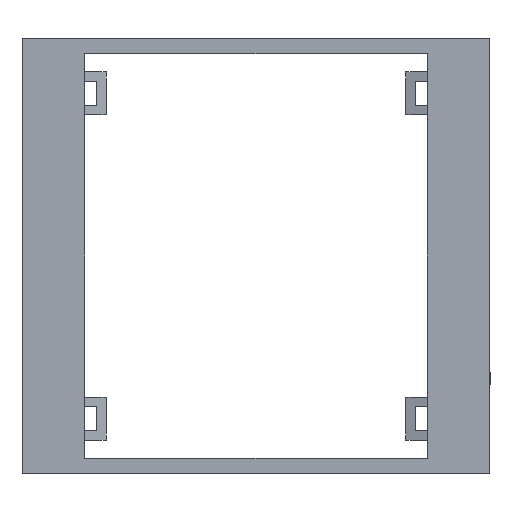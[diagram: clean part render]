
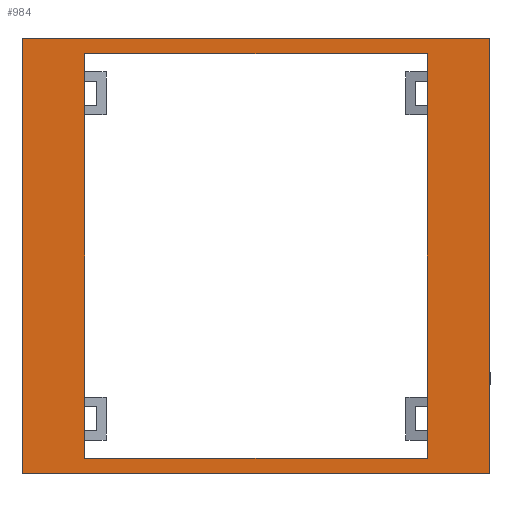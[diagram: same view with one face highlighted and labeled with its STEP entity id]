
A CAD part, front view. The second image highlights one B-rep face of the part: STEP entity #984.
In plain terms, the highlighted planar face has unit normal (0, -1, 0).
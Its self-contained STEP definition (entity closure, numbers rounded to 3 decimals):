
#74 = EDGE_CURVE ( 'NONE', #269, #1559, #1017, .T. ) ;
#84 = VECTOR ( 'NONE', #1721, 1000. ) ;
#92 = CARTESIAN_POINT ( 'NONE',  ( 27.925, 0., -32.95 ) ) ;
#193 = CARTESIAN_POINT ( 'NONE',  ( -27.925, 0., 0. ) ) ;
#256 = CARTESIAN_POINT ( 'NONE',  ( 27.925, 0., 0. ) ) ;
#269 = VERTEX_POINT ( 'NONE', #1545 ) ;
#288 = ORIENTED_EDGE ( 'NONE', *, *, #2688, .T. ) ;
#314 = AXIS2_PLACEMENT_3D ( 'NONE', #2073, #1742, #3031 ) ;
#497 = VECTOR ( 'NONE', #3827, 1000. ) ;
#553 = CARTESIAN_POINT ( 'NONE',  ( 38.125, 0., -35.45 ) ) ;
#561 = VECTOR ( 'NONE', #3869, 1000. ) ;
#566 = LINE ( 'NONE', #1910, #1661 ) ;
#648 = VERTEX_POINT ( 'NONE', #2521 ) ;
#681 = EDGE_CURVE ( 'NONE', #3658, #648, #1110, .T. ) ;
#686 = CARTESIAN_POINT ( 'NONE',  ( 0., 0., -35.45 ) ) ;
#759 = FACE_BOUND ( 'NONE', #3408, .T. ) ;
#795 = CARTESIAN_POINT ( 'NONE',  ( -27.925, 0., -32.95 ) ) ;
#801 = CARTESIAN_POINT ( 'NONE',  ( -38.125, 0., 0. ) ) ;
#866 = LINE ( 'NONE', #801, #561 ) ;
#981 = DIRECTION ( 'NONE',  ( 1., 0., 0. ) ) ;
#984 = ADVANCED_FACE ( 'NONE', ( #1720, #759 ), #2401, .T. ) ;
#1017 = LINE ( 'NONE', #686, #2492 ) ;
#1110 = LINE ( 'NONE', #2807, #497 ) ;
#1126 = VERTEX_POINT ( 'NONE', #2629 ) ;
#1164 = EDGE_CURVE ( 'NONE', #1559, #1126, #566, .T. ) ;
#1366 = VECTOR ( 'NONE', #2639, 1000. ) ;
#1522 = ORIENTED_EDGE ( 'NONE', *, *, #681, .F. ) ;
#1545 = CARTESIAN_POINT ( 'NONE',  ( -38.125, 0., -35.45 ) ) ;
#1559 = VERTEX_POINT ( 'NONE', #553 ) ;
#1661 = VECTOR ( 'NONE', #2928, 1000. ) ;
#1720 = FACE_OUTER_BOUND ( 'NONE', #4004, .T. ) ;
#1721 = DIRECTION ( 'NONE',  ( 1., 0., 0. ) ) ;
#1742 = DIRECTION ( 'NONE',  ( 0., -1., 0. ) ) ;
#1807 = LINE ( 'NONE', #3483, #2655 ) ;
#1808 = CARTESIAN_POINT ( 'NONE',  ( -38.125, 0., 35.45 ) ) ;
#1910 = CARTESIAN_POINT ( 'NONE',  ( 38.125, 0., 0. ) ) ;
#2073 = CARTESIAN_POINT ( 'NONE',  ( 0., 0., 35.45 ) ) ;
#2152 = ORIENTED_EDGE ( 'NONE', *, *, #4165, .T. ) ;
#2278 = VECTOR ( 'NONE', #2504, 1000. ) ;
#2306 = ORIENTED_EDGE ( 'NONE', *, *, #3264, .F. ) ;
#2401 = PLANE ( 'NONE',  #314 ) ;
#2492 = VECTOR ( 'NONE', #981, 1000. ) ;
#2504 = DIRECTION ( 'NONE',  ( 0., 0., 1. ) ) ;
#2510 = ORIENTED_EDGE ( 'NONE', *, *, #1164, .T. ) ;
#2521 = CARTESIAN_POINT ( 'NONE',  ( -27.925, 0., 32.95 ) ) ;
#2534 = VERTEX_POINT ( 'NONE', #1808 ) ;
#2629 = CARTESIAN_POINT ( 'NONE',  ( 38.125, 0., 35.45 ) ) ;
#2639 = DIRECTION ( 'NONE',  ( 0., 0., 1. ) ) ;
#2655 = VECTOR ( 'NONE', #4151, 1000. ) ;
#2688 = EDGE_CURVE ( 'NONE', #4171, #648, #3555, .T. ) ;
#2807 = CARTESIAN_POINT ( 'NONE',  ( 0., 0., 32.95 ) ) ;
#2840 = EDGE_CURVE ( 'NONE', #3276, #3658, #3700, .T. ) ;
#2909 = ORIENTED_EDGE ( 'NONE', *, *, #74, .T. ) ;
#2928 = DIRECTION ( 'NONE',  ( 0., 0., 1. ) ) ;
#2944 = ORIENTED_EDGE ( 'NONE', *, *, #3772, .F. ) ;
#3031 = DIRECTION ( 'NONE',  ( 0., 0., -1. ) ) ;
#3097 = ORIENTED_EDGE ( 'NONE', *, *, #2840, .F. ) ;
#3264 = EDGE_CURVE ( 'NONE', #2534, #1126, #4141, .T. ) ;
#3276 = VERTEX_POINT ( 'NONE', #92 ) ;
#3408 = EDGE_LOOP ( 'NONE', ( #1522, #3097, #2152, #288 ) ) ;
#3483 = CARTESIAN_POINT ( 'NONE',  ( 0., 0., -32.95 ) ) ;
#3555 = LINE ( 'NONE', #193, #2278 ) ;
#3658 = VERTEX_POINT ( 'NONE', #3799 ) ;
#3700 = LINE ( 'NONE', #256, #1366 ) ;
#3756 = CARTESIAN_POINT ( 'NONE',  ( 0., 0., 35.45 ) ) ;
#3772 = EDGE_CURVE ( 'NONE', #269, #2534, #866, .T. ) ;
#3799 = CARTESIAN_POINT ( 'NONE',  ( 27.925, 0., 32.95 ) ) ;
#3827 = DIRECTION ( 'NONE',  ( -1., 0., 0. ) ) ;
#3869 = DIRECTION ( 'NONE',  ( 0., 0., 1. ) ) ;
#4004 = EDGE_LOOP ( 'NONE', ( #2510, #2306, #2944, #2909 ) ) ;
#4141 = LINE ( 'NONE', #3756, #84 ) ;
#4151 = DIRECTION ( 'NONE',  ( -1., 0., 0. ) ) ;
#4165 = EDGE_CURVE ( 'NONE', #3276, #4171, #1807, .T. ) ;
#4171 = VERTEX_POINT ( 'NONE', #795 ) ;
